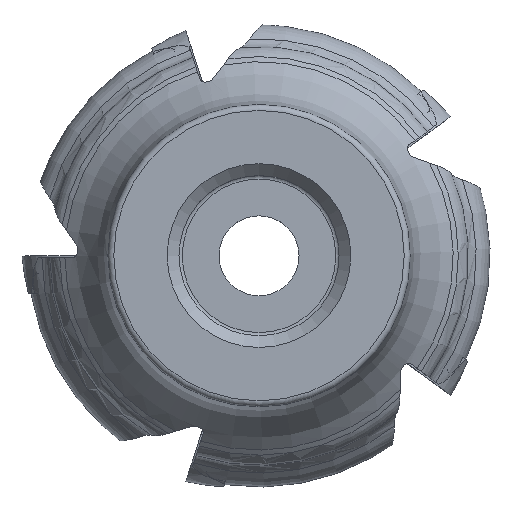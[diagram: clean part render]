
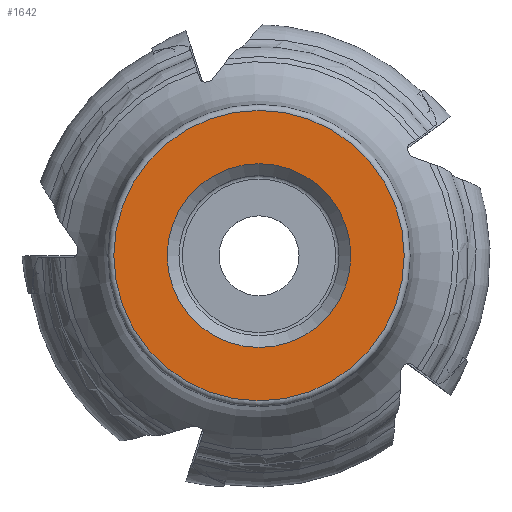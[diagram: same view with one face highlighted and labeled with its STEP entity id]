
A CAD part, top view. The second image highlights one B-rep face of the part: STEP entity #1642.
In plain terms, the highlighted planar face has unit normal (0, 0, 1).
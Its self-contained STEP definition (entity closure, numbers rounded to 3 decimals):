
#1444=PLANE('',#5835);
#1642=ADVANCED_FACE('',(#2005,#2006),#1444,.F.);
#2005=FACE_BOUND('',#2139,.T.);
#2006=FACE_BOUND('',#2140,.T.);
#2139=EDGE_LOOP('',(#2536));
#2140=EDGE_LOOP('',(#2537));
#2536=ORIENTED_EDGE('',*,*,#4693,.T.);
#2537=ORIENTED_EDGE('',*,*,#4694,.F.);
#4152=VERTEX_POINT('',#8099);
#4153=VERTEX_POINT('',#8102);
#4693=EDGE_CURVE('',#4152,#4152,#5502,.T.);
#4694=EDGE_CURVE('',#4153,#4153,#5503,.T.);
#5502=CIRCLE('',#5832,15.505);
#5503=CIRCLE('',#5834,24.5);
#5832=AXIS2_PLACEMENT_3D('',#8098,#6505,#6506);
#5834=AXIS2_PLACEMENT_3D('',#8101,#6509,#6510);
#5835=AXIS2_PLACEMENT_3D('',#8103,#6511,#6512);
#6505=DIRECTION('',(0.,0.,-1.));
#6506=DIRECTION('',(-1.,0.,0.));
#6509=DIRECTION('',(0.,0.,-1.));
#6510=DIRECTION('',(-1.,0.,0.));
#6511=DIRECTION('',(0.,0.,-1.));
#6512=DIRECTION('',(-1.,0.,0.));
#8098=CARTESIAN_POINT('',(0.,0.,0.));
#8099=CARTESIAN_POINT('',(-15.505,0.,0.));
#8101=CARTESIAN_POINT('',(0.,0.,0.));
#8102=CARTESIAN_POINT('',(-24.5,0.,0.));
#8103=CARTESIAN_POINT('',(-15.505,0.,0.));
